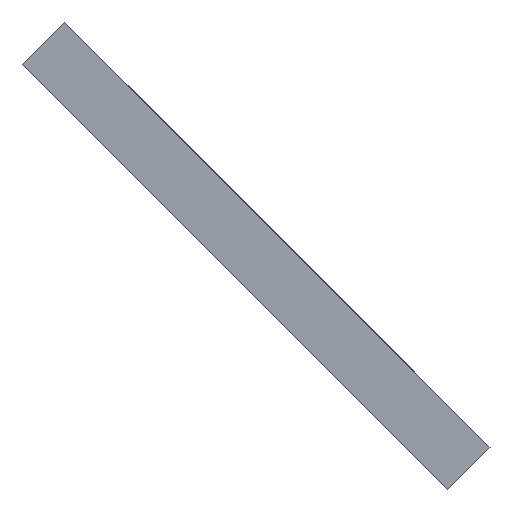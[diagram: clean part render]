
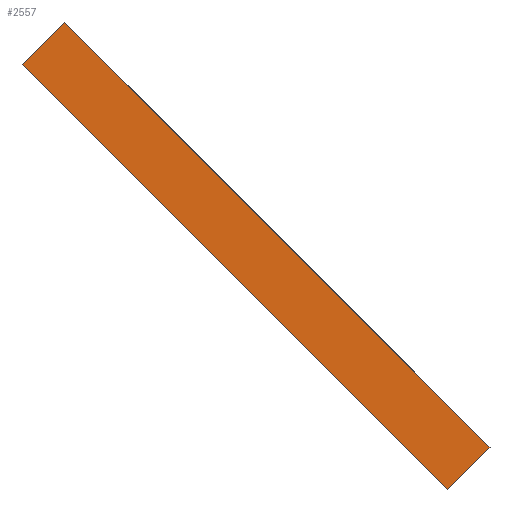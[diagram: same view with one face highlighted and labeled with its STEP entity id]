
A CAD part, left-side view. The second image highlights one B-rep face of the part: STEP entity #2557.
In plain terms, the highlighted planar face has unit normal (-1, 0, 0).
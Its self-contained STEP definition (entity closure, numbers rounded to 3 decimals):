
#236=LINE('',#4948,#469);
#244=LINE('',#4963,#477);
#245=LINE('',#4965,#478);
#246=LINE('',#4966,#479);
#469=VECTOR('',#2980,10.);
#477=VECTOR('',#2992,10.);
#478=VECTOR('',#2995,10.);
#479=VECTOR('',#2996,10.);
#691=FACE_OUTER_BOUND('',#828,.T.);
#828=EDGE_LOOP('',(#2238,#2239,#2240,#2241));
#1222=VERTEX_POINT('',#4945);
#1223=VERTEX_POINT('',#4947);
#1227=VERTEX_POINT('',#4959);
#1228=VERTEX_POINT('',#4961);
#1593=EDGE_CURVE('',#1222,#1223,#236,.T.);
#1601=EDGE_CURVE('',#1227,#1228,#244,.T.);
#1602=EDGE_CURVE('',#1222,#1227,#245,.T.);
#1603=EDGE_CURVE('',#1223,#1228,#246,.T.);
#2238=ORIENTED_EDGE('',*,*,#1602,.T.);
#2239=ORIENTED_EDGE('',*,*,#1601,.T.);
#2240=ORIENTED_EDGE('',*,*,#1603,.F.);
#2241=ORIENTED_EDGE('',*,*,#1593,.F.);
#2415=PLANE('',#2635);
#2557=ADVANCED_FACE('',(#691),#2415,.T.);
#2635=AXIS2_PLACEMENT_3D('',#4964,#2993,#2994);
#2980=DIRECTION('',(0.,-0.707,0.707));
#2992=DIRECTION('',(0.,-0.707,0.707));
#2993=DIRECTION('center_axis',(-1.,0.,0.));
#2994=DIRECTION('ref_axis',(0.,-0.707,-0.707));
#2995=DIRECTION('',(0.,-0.707,-0.707));
#2996=DIRECTION('',(0.,-0.707,-0.707));
#4945=CARTESIAN_POINT('',(-31.,-80.261,139.859));
#4947=CARTESIAN_POINT('',(-31.,-81.392,140.99));
#4948=CARTESIAN_POINT('',(-31.,-80.261,139.859));
#4959=CARTESIAN_POINT('',(-31.,-91.574,128.545));
#4961=CARTESIAN_POINT('',(-31.,-92.706,129.676));
#4963=CARTESIAN_POINT('',(-31.,-91.574,128.545));
#4964=CARTESIAN_POINT('Origin',(-31.,-80.261,139.859));
#4965=CARTESIAN_POINT('',(-31.,-80.261,139.859));
#4966=CARTESIAN_POINT('',(-31.,-81.392,140.99));
